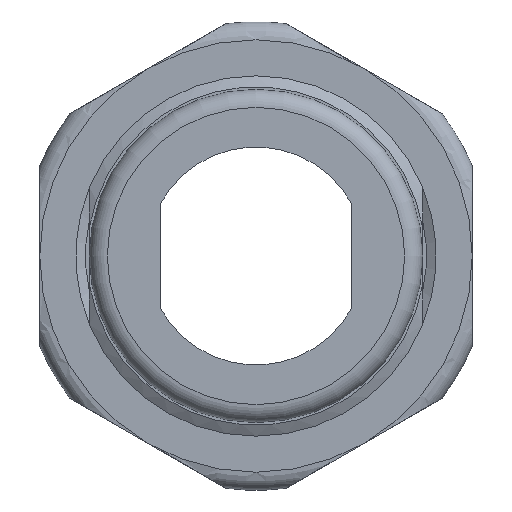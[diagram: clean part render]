
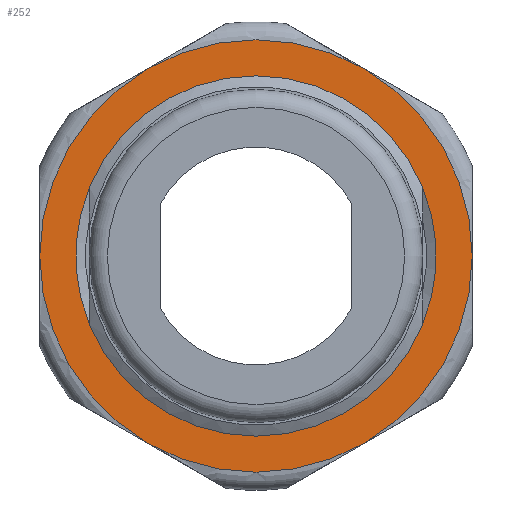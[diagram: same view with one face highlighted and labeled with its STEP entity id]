
A CAD part, left-side view. The second image highlights one B-rep face of the part: STEP entity #252.
In plain terms, the highlighted planar face has unit normal (-1, 0, 0).
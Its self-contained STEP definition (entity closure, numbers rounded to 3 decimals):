
#122=FACE_BOUND('',#421,.T.);
#123=FACE_BOUND('',#422,.T.);
#193=PLANE('',#1417);
#252=ADVANCED_FACE('',(#122,#123),#193,.T.);
#421=EDGE_LOOP('',(#833,#834,#835,#836));
#422=EDGE_LOOP('',(#837,#838,#839,#840,#841,#842));
#833=ORIENTED_EDGE('',*,*,#1174,.T.);
#834=ORIENTED_EDGE('',*,*,#1059,.T.);
#835=ORIENTED_EDGE('',*,*,#1173,.T.);
#836=ORIENTED_EDGE('',*,*,#1112,.T.);
#837=ORIENTED_EDGE('',*,*,#1188,.T.);
#838=ORIENTED_EDGE('',*,*,#1189,.T.);
#839=ORIENTED_EDGE('',*,*,#1190,.T.);
#840=ORIENTED_EDGE('',*,*,#1191,.T.);
#841=ORIENTED_EDGE('',*,*,#1192,.T.);
#842=ORIENTED_EDGE('',*,*,#1193,.T.);
#949=VERTEX_POINT('',#1838);
#950=VERTEX_POINT('',#1839);
#992=VERTEX_POINT('',#2018);
#993=VERTEX_POINT('',#2019);
#1032=VERTEX_POINT('',#2200);
#1033=VERTEX_POINT('',#2201);
#1034=VERTEX_POINT('',#2203);
#1035=VERTEX_POINT('',#2205);
#1036=VERTEX_POINT('',#2207);
#1037=VERTEX_POINT('',#2209);
#1059=EDGE_CURVE('',#949,#950,#1231,.T.);
#1112=EDGE_CURVE('',#992,#993,#1258,.T.);
#1173=EDGE_CURVE('',#950,#992,#1277,.T.);
#1174=EDGE_CURVE('',#993,#949,#1278,.T.);
#1188=EDGE_CURVE('',#1032,#1033,#1286,.T.);
#1189=EDGE_CURVE('',#1033,#1034,#1287,.T.);
#1190=EDGE_CURVE('',#1034,#1035,#1288,.T.);
#1191=EDGE_CURVE('',#1035,#1036,#1289,.T.);
#1192=EDGE_CURVE('',#1036,#1037,#1290,.T.);
#1193=EDGE_CURVE('',#1037,#1032,#1291,.T.);
#1231=CIRCLE('',#1308,10.);
#1258=CIRCLE('',#1347,10.);
#1277=CIRCLE('',#1399,10.);
#1278=CIRCLE('',#1401,10.);
#1286=CIRCLE('',#1411,12.);
#1287=CIRCLE('',#1412,12.);
#1288=CIRCLE('',#1413,12.);
#1289=CIRCLE('',#1414,12.);
#1290=CIRCLE('',#1415,12.);
#1291=CIRCLE('',#1416,12.);
#1308=AXIS2_PLACEMENT_3D('',#1837,#1468,#1469);
#1347=AXIS2_PLACEMENT_3D('',#2017,#1562,#1563);
#1399=AXIS2_PLACEMENT_3D('',#2168,#1698,#1699);
#1401=AXIS2_PLACEMENT_3D('',#2170,#1702,#1703);
#1411=AXIS2_PLACEMENT_3D('',#2199,#1728,#1729);
#1412=AXIS2_PLACEMENT_3D('',#2202,#1730,#1731);
#1413=AXIS2_PLACEMENT_3D('',#2204,#1732,#1733);
#1414=AXIS2_PLACEMENT_3D('',#2206,#1734,#1735);
#1415=AXIS2_PLACEMENT_3D('',#2208,#1736,#1737);
#1416=AXIS2_PLACEMENT_3D('',#2210,#1738,#1739);
#1417=AXIS2_PLACEMENT_3D('',#2211,#1740,#1741);
#1468=DIRECTION('',(1.,0.,0.));
#1469=DIRECTION('',(0.,0.,1.));
#1562=DIRECTION('',(1.,0.,0.));
#1563=DIRECTION('',(0.,0.,1.));
#1698=DIRECTION('',(1.,0.,0.));
#1699=DIRECTION('',(0.,0.,1.));
#1702=DIRECTION('',(1.,0.,0.));
#1703=DIRECTION('',(0.,0.,1.));
#1728=DIRECTION('',(-1.,0.,0.));
#1729=DIRECTION('',(0.,0.,1.));
#1730=DIRECTION('',(-1.,0.,0.));
#1731=DIRECTION('',(0.,0.,1.));
#1732=DIRECTION('',(-1.,0.,0.));
#1733=DIRECTION('',(0.,0.,1.));
#1734=DIRECTION('',(-1.,0.,0.));
#1735=DIRECTION('',(0.,0.,1.));
#1736=DIRECTION('',(-1.,0.,0.));
#1737=DIRECTION('',(0.,0.,1.));
#1738=DIRECTION('',(-1.,0.,0.));
#1739=DIRECTION('',(0.,0.,1.));
#1740=DIRECTION('',(-1.,0.,0.));
#1741=DIRECTION('',(0.,0.,1.));
#1837=CARTESIAN_POINT('',(6.5,0.,0.));
#1838=CARTESIAN_POINT('',(6.5,-9.25,-3.8));
#1839=CARTESIAN_POINT('',(6.5,9.25,-3.8));
#2017=CARTESIAN_POINT('',(6.5,0.,0.));
#2018=CARTESIAN_POINT('',(6.5,9.25,3.8));
#2019=CARTESIAN_POINT('',(6.5,-9.25,3.8));
#2168=CARTESIAN_POINT('',(6.5,0.,0.));
#2170=CARTESIAN_POINT('',(6.5,0.,0.));
#2199=CARTESIAN_POINT('',(6.5,0.,0.));
#2200=CARTESIAN_POINT('',(6.5,-6.,10.392));
#2201=CARTESIAN_POINT('',(6.5,6.,10.392));
#2202=CARTESIAN_POINT('',(6.5,0.,0.));
#2203=CARTESIAN_POINT('',(6.5,12.,0.));
#2204=CARTESIAN_POINT('',(6.5,0.,0.));
#2205=CARTESIAN_POINT('',(6.5,6.,-10.392));
#2206=CARTESIAN_POINT('',(6.5,0.,0.));
#2207=CARTESIAN_POINT('',(6.5,-6.,-10.392));
#2208=CARTESIAN_POINT('',(6.5,0.,0.));
#2209=CARTESIAN_POINT('',(6.5,-12.,0.));
#2210=CARTESIAN_POINT('',(6.5,0.,0.));
#2211=CARTESIAN_POINT('',(6.5,0.,0.));
